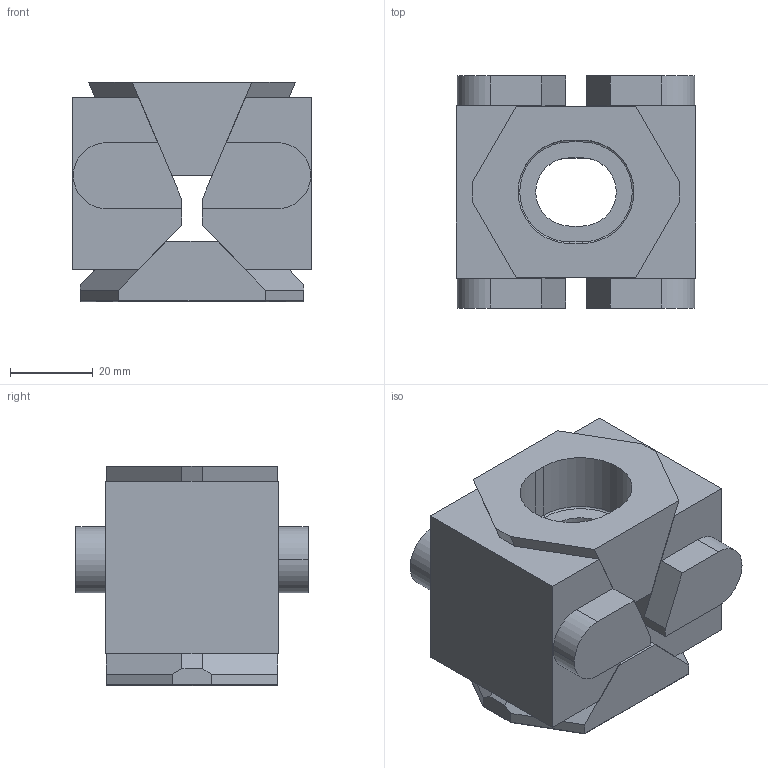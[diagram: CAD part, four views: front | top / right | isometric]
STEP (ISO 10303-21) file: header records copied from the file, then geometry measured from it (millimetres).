
FILE_DESCRIPTION (( 'STEP AP203' ), '1' );
FILE_NAME ('fk2-vt-w-f.STEP', '2019-12-04T01:09:58', ( '' ), ( '' ), 'SwSTEP 2.0', 'SolidWorks 2018', '' );
FILE_SCHEMA (( 'CONFIG_CONTROL_DESIGN' ));
Length unit declared in the file: millimetre
Products named in the file (5): fk2-vt-w-f_03; fk2-vt-w-f_01; fk2-vt-w-f; fk2-vt-w-f_04; fk2-vt-w-f_02
Assembly tree (4 placements, depth 2):
  fk2-vt-w-f
    fk2-vt-w-f_01
    fk2-vt-w-f_02
    fk2-vt-w-f_03
    fk2-vt-w-f_04
Bounding box: 58 x 56.2 x 53.1 mm (x, y, z)
Volume: 104718.6 mm3; surface area: 28138.7 mm2
Topology: 4 solids, 4 shells, 120 faces, 298 edges, 187 vertices
Faces by surface type: plane 81, cylinder 30, bspline 6, torus 3
Entity records: 4154 total; most frequent: CARTESIAN_POINT 811, ORIENTED_EDGE 596, DIRECTION 574, EDGE_CURVE 298, LINE 234, VECTOR 234, VERTEX_POINT 187, AXIS2_PLACEMENT_3D 170
